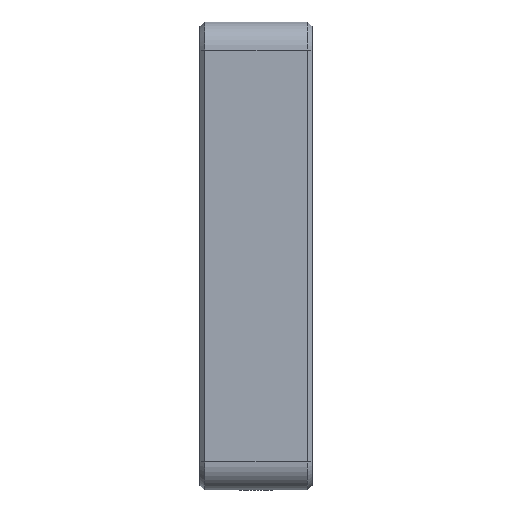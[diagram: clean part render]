
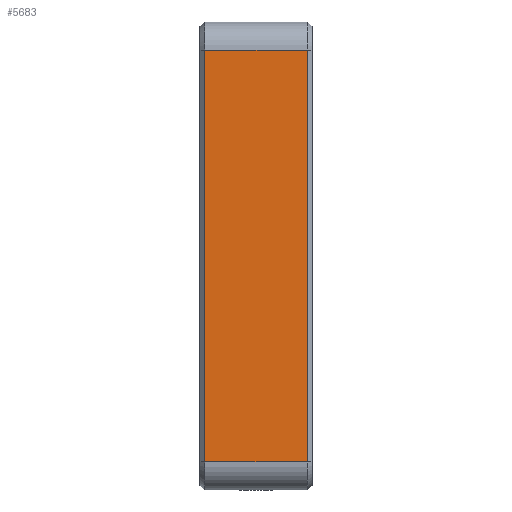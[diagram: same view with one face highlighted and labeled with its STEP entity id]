
A CAD part, front view. The second image highlights one B-rep face of the part: STEP entity #5683.
In plain terms, the highlighted planar face has unit normal (0, -1, 0).
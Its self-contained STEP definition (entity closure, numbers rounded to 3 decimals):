
#201 = PLANE ( 'NONE',  #6911 ) ;
#303 = CARTESIAN_POINT ( 'NONE',  ( 3., -12.5, 12.5 ) ) ;
#412 = VERTEX_POINT ( 'NONE', #3399 ) ;
#498 = CARTESIAN_POINT ( 'NONE',  ( -2.75, -12.5, -11. ) ) ;
#676 = LINE ( 'NONE', #4096, #3830 ) ;
#918 = ORIENTED_EDGE ( 'NONE', *, *, #2852, .F. ) ;
#1086 = EDGE_CURVE ( 'NONE', #10933, #10567, #3050, .T. ) ;
#1336 = DIRECTION ( 'NONE',  ( 1., 0., 0. ) ) ;
#1655 = CARTESIAN_POINT ( 'NONE',  ( 2.75, -12.5, 0. ) ) ;
#2227 = CARTESIAN_POINT ( 'NONE',  ( -2.75, -12.5, 11. ) ) ;
#2318 = EDGE_LOOP ( 'NONE', ( #2528, #4580, #918, #9898 ) ) ;
#2528 = ORIENTED_EDGE ( 'NONE', *, *, #1086, .F. ) ;
#2852 = EDGE_CURVE ( 'NONE', #412, #10010, #3581, .T. ) ;
#3050 = LINE ( 'NONE', #7192, #5982 ) ;
#3154 = LINE ( 'NONE', #6607, #7106 ) ;
#3399 = CARTESIAN_POINT ( 'NONE',  ( 2.75, -12.5, 11. ) ) ;
#3438 = VECTOR ( 'NONE', #5286, 1000. ) ;
#3581 = LINE ( 'NONE', #1655, #3438 ) ;
#3830 = VECTOR ( 'NONE', #9087, 1000. ) ;
#4096 = CARTESIAN_POINT ( 'NONE',  ( 3., -12.5, -11. ) ) ;
#4580 = ORIENTED_EDGE ( 'NONE', *, *, #4844, .F. ) ;
#4620 = FACE_OUTER_BOUND ( 'NONE', #2318, .T. ) ;
#4670 = DIRECTION ( 'NONE',  ( 0., 0., 1. ) ) ;
#4844 = EDGE_CURVE ( 'NONE', #10010, #10933, #676, .T. ) ;
#5286 = DIRECTION ( 'NONE',  ( 0., 0., -1. ) ) ;
#5683 = ADVANCED_FACE ( 'NONE', ( #4620 ), #201, .F. ) ;
#5982 = VECTOR ( 'NONE', #9975, 1000. ) ;
#6607 = CARTESIAN_POINT ( 'NONE',  ( 3., -12.5, 11. ) ) ;
#6885 = EDGE_CURVE ( 'NONE', #10567, #412, #3154, .T. ) ;
#6911 = AXIS2_PLACEMENT_3D ( 'NONE', #303, #8128, #4670 ) ;
#7106 = VECTOR ( 'NONE', #1336, 1000. ) ;
#7192 = CARTESIAN_POINT ( 'NONE',  ( -2.75, -12.5, 12.5 ) ) ;
#8128 = DIRECTION ( 'NONE',  ( 0., 1., 0. ) ) ;
#9087 = DIRECTION ( 'NONE',  ( -1., 0., 0. ) ) ;
#9898 = ORIENTED_EDGE ( 'NONE', *, *, #6885, .F. ) ;
#9975 = DIRECTION ( 'NONE',  ( 0., 0., 1. ) ) ;
#10010 = VERTEX_POINT ( 'NONE', #10882 ) ;
#10567 = VERTEX_POINT ( 'NONE', #2227 ) ;
#10882 = CARTESIAN_POINT ( 'NONE',  ( 2.75, -12.5, -11. ) ) ;
#10933 = VERTEX_POINT ( 'NONE', #498 ) ;
